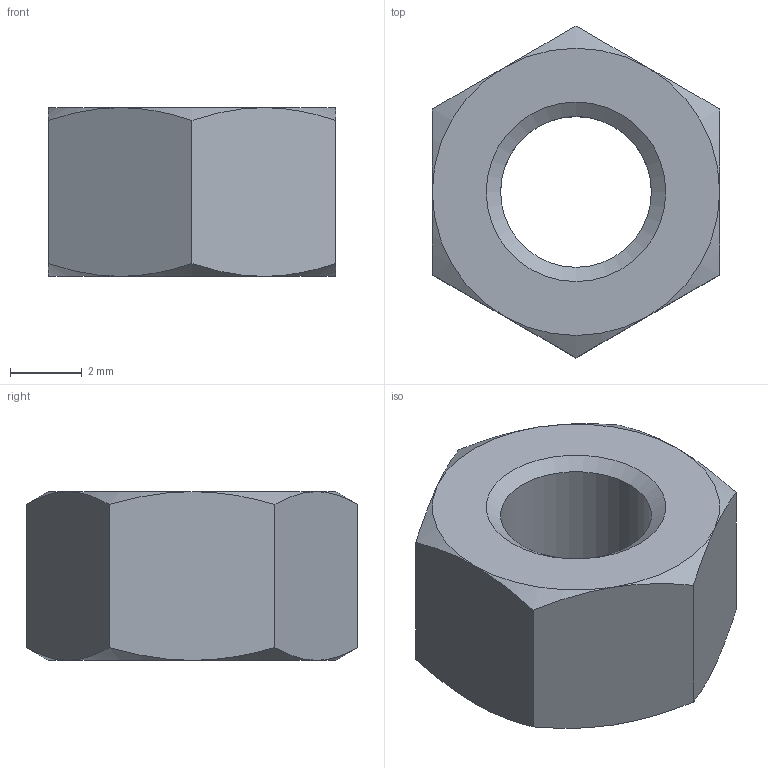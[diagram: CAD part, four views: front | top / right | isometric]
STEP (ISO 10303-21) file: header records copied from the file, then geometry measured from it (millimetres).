
FILE_DESCRIPTION(/* description */ (''),/* implementation_level */ '2;1');
FILE_NAME(/* name */ 'hex nut style 1 gradeab_iso_ISO - 4032 - M5 - D - N.ipt.step',/* time_stamp */ '2022-11-29T08:35:43+01:00',/* author */ ('diederichbenedict'),/* organization */ (''),/* preprocessor_version */ 'ST-DEVELOPER v18.1',/* originating_system */ 'Autodesk Inventor 2022',/* authorisation */ '');
FILE_SCHEMA (('AUTOMOTIVE_DESIGN { 1 0 10303 214 3 1 1 }'));
Length unit declared in the file: millimetre
Products named in the file (1): hex nut style 1 gradeab_iso_ISO - 4032 - M5 - D - N
Bounding box: 8 x 9.24 x 4.7 mm (x, y, z)
Volume: 192.6 mm3; surface area: 265.4 mm2
Topology: 1 solids, 1 shells, 24 faces, 53 edges, 31 vertices
Faces by surface type: cone 14, plane 8, cylinder 2
Full cylindrical faces by diameter (mm): 4.2 x1, 5 x1
Entity records: 682 total; most frequent: CARTESIAN_POINT 157, ORIENTED_EDGE 106, DIRECTION 98, EDGE_CURVE 53, AXIS2_PLACEMENT_3D 44, VERTEX_POINT 31, EDGE_LOOP 26, FACE_OUTER_BOUND 24
